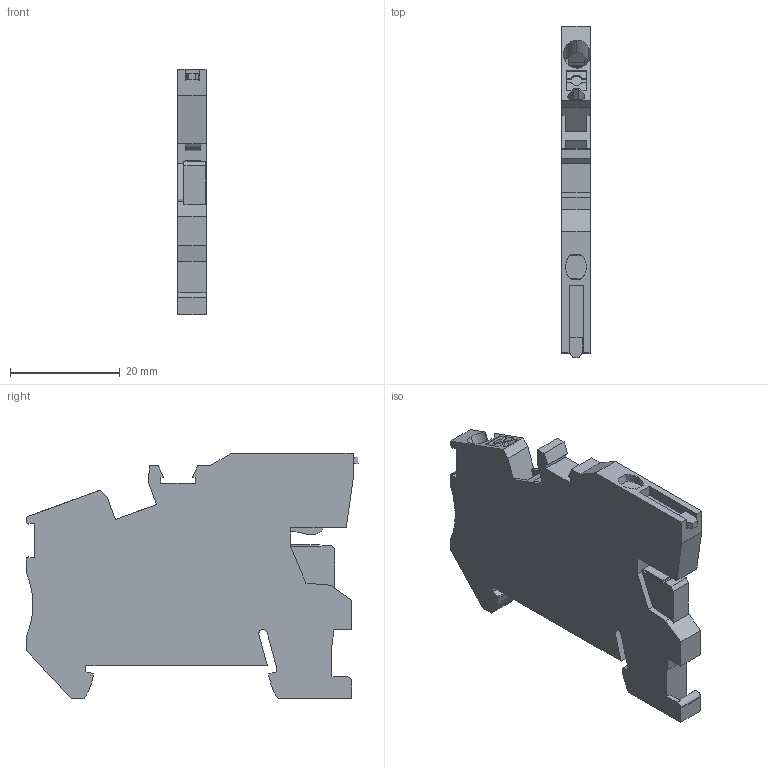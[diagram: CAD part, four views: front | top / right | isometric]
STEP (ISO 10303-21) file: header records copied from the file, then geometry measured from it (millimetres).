
FILE_DESCRIPTION(('STEP AP214'),'1');
FILE_NAME('cctmp_4BAA97A5-CD0A-4A1A-92FE-BD950031B555_2023_07_24_09_06_54_0280..stp','2023-07-24T07:06:54',('SIEMENS A&D'),('CADClick - www.CADClick.com'),'Spatial InterOp 3D postprocessed',' ','unknown authorization');
FILE_SCHEMA(('AUTOMOTIVE_DESIGN'));
Length unit declared in the file: millimetre
Products named in the file (1): 2023_07_24_09_06_54_0276
Bounding box: 5.15 x 60.61 x 44.8 mm (x, y, z)
Volume: 9753.6 mm3; surface area: 6161.8 mm2
Topology: 1 solids, 1 shells, 162 faces, 467 edges, 310 vertices
Faces by surface type: plane 128, cylinder 26, extrusion 5, torus 2, cone 1
Entity records: 6292 total; most frequent: CARTESIAN_POINT 1498, ORIENTED_EDGE 934, DIRECTION 824, EDGE_CURVE 467, VECTOR 394, LINE 389, VERTEX_POINT 310, AXIS2_PLACEMENT_3D 215
